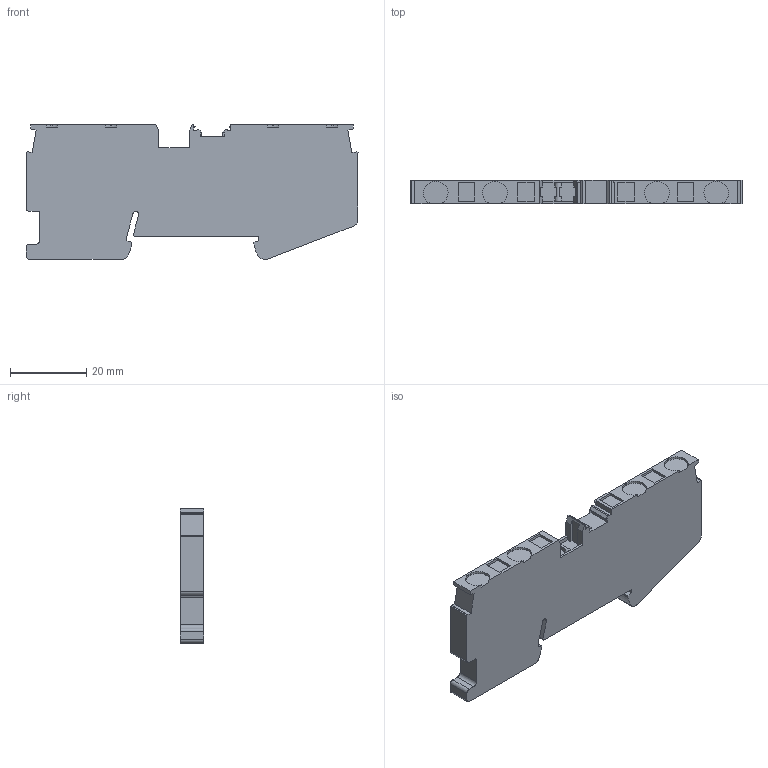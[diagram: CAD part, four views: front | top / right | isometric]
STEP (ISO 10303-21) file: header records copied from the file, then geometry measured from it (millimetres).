
FILE_DESCRIPTION( ( 'Unknown' ), '1' );
FILE_NAME( 'DST4-4-D-FILLED.stp', 'Unknown', ( 'Unknown' ), ( 'Unknown' ), 'XStep 1.0', 'Unknown', ' ' );
FILE_SCHEMA( ( 'automotive_design' ) );
Length unit declared in the file: millimetre
Products named in the file (1): Admi8ED4lgvs
Bounding box: 87.3 x 6.15 x 35.4 mm (x, y, z)
Volume: 16007.3 mm3; surface area: 7201.7 mm2
Topology: 1 solids, 1 shells, 160 faces, 457 edges, 304 vertices
Faces by surface type: plane 127, cylinder 33
Entity records: 6475 total; most frequent: CARTESIAN_POINT 922, ORIENTED_EDGE 914, DIRECTION 853, EDGE_CURVE 457, LINE 383, VECTOR 383, VERTEX_POINT 304, AXIS2_PLACEMENT_3D 235
